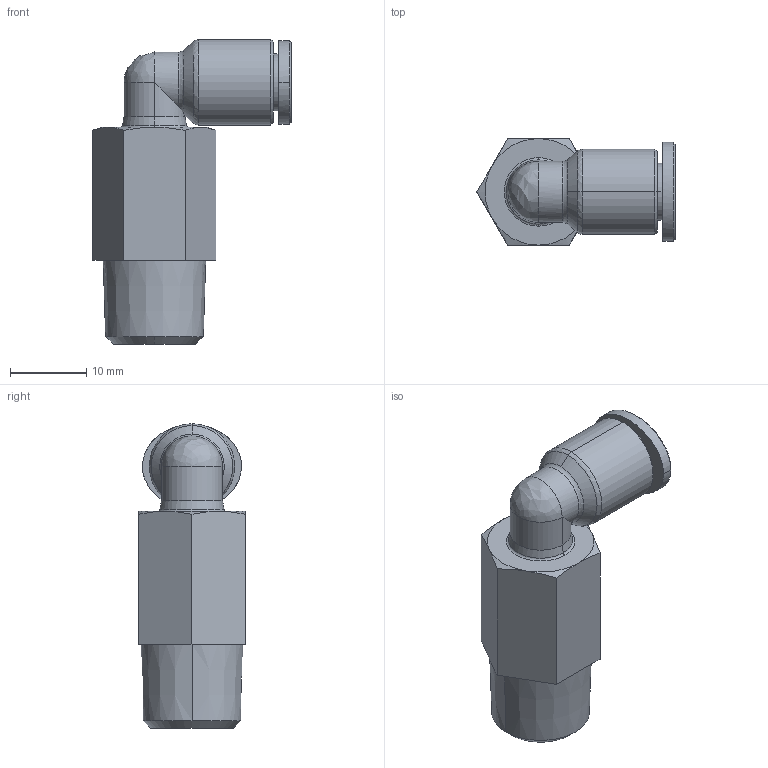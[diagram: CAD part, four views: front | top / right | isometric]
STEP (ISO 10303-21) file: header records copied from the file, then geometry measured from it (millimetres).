
FILE_DESCRIPTION (( 'STEP AP214' ), '1' );
FILE_NAME ('PLL06-02.stp', '2015-09-09T12:16:34', ( '' ), ( '' ), 'SwSTEP 2.0', 'SolidWorks 2015', '' );
FILE_SCHEMA (( 'AUTOMOTIVE_DESIGN' ));
Length unit declared in the file: millimetre
Products named in the file (2): PLL06-02; ｦ+ﾃｦ1
Assembly tree (1 placements, depth 2):
  PLL06-02
    ｦ+ﾃｦ1
Bounding box: 26.03 x 14 x 40 mm (x, y, z)
Volume: 4607.8 mm3; surface area: 3367 mm2
Topology: 1 solids, 1 shells, 257 faces, 696 edges, 454 vertices
Faces by surface type: plane 177, bspline 35, cone 22, cylinder 20, torus 3
Entity records: 9702 total; most frequent: CARTESIAN_POINT 3011, ORIENTED_EDGE 1386, DIRECTION 1123, EDGE_CURVE 693, LINE 527, VECTOR 527, VERTEX_POINT 454, AXIS2_PLACEMENT_3D 298
